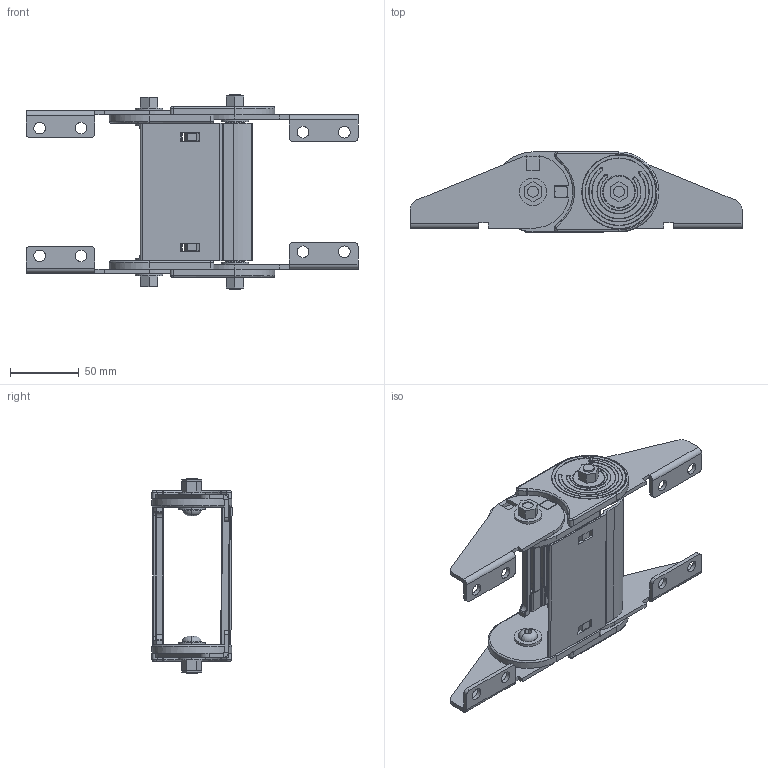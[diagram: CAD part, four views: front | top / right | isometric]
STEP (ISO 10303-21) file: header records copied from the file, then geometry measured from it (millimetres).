
FILE_DESCRIPTION (( 'STEP AP214' ), '1' );
FILE_NAME ('CK42-Y100-METAL AYAK.STEP', '2019-09-16T12:40:41', ( '' ), ( '' ), 'SwSTEP 2.0', 'SolidWorks 2017', '' );
FILE_SCHEMA (( 'AUTOMOTIVE_DESIGN' ));
Length unit declared in the file: millimetre
Products named in the file (1): CK42-Y100-METAL AYAK
Bounding box: 241.5 x 58.3 x 142.12 mm (x, y, z)
Volume: 170188.5 mm3; surface area: 122438.2 mm2
Topology: 25 solids, 25 shells, 1027 faces, 2576 edges, 1626 vertices
Faces by surface type: plane 489, cylinder 408, bspline 82, torus 36, sphere 12
Entity records: 45685 total; most frequent: CARTESIAN_POINT 21939, ORIENTED_EDGE 5120, DIRECTION 4360, EDGE_CURVE 2560, VERTEX_POINT 1626, LINE 1460, VECTOR 1460, AXIS2_PLACEMENT_3D 1450
